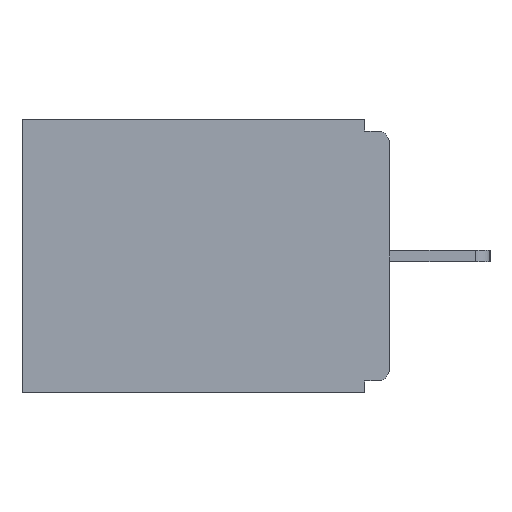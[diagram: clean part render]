
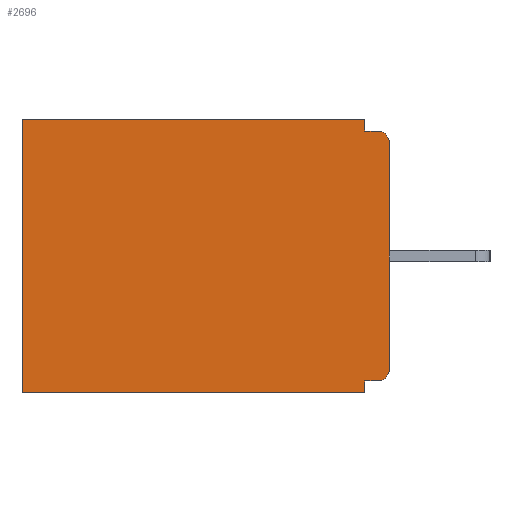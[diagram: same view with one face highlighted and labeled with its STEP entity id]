
A CAD part, left-side view. The second image highlights one B-rep face of the part: STEP entity #2696.
In plain terms, the highlighted planar face has unit normal (-1, 0, 0).
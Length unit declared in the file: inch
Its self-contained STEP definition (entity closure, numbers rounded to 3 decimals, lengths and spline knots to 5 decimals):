
#286 = VECTOR ( 'NONE', #7357, 39.37008 ) ;
#297 = VERTEX_POINT ( 'NONE', #12353 ) ;
#432 = VECTOR ( 'NONE', #6455, 39.37008 ) ;
#559 = VERTEX_POINT ( 'NONE', #8898 ) ;
#797 = CARTESIAN_POINT ( 'NONE',  ( 0.298, 0., -0.015 ) ) ;
#1097 = EDGE_CURVE ( 'NONE', #2506, #3267, #11451, .T. ) ;
#1338 = CIRCLE ( 'NONE', #5427, 0.015 ) ;
#1522 = EDGE_CURVE ( 'NONE', #297, #10292, #11585, .T. ) ;
#1621 = EDGE_CURVE ( 'NONE', #559, #12912, #1338, .T. ) ;
#1655 = EDGE_CURVE ( 'NONE', #7449, #297, #6689, .T. ) ;
#2045 = LINE ( 'NONE', #3191, #432 ) ;
#2060 = EDGE_CURVE ( 'NONE', #13826, #2506, #10659, .T. ) ;
#2077 = DIRECTION ( 'NONE',  ( 0., 0., -1. ) ) ;
#2106 = ORIENTED_EDGE ( 'NONE', *, *, #1655, .F. ) ;
#2245 = ORIENTED_EDGE ( 'NONE', *, *, #1621, .T. ) ;
#2506 = VERTEX_POINT ( 'NONE', #10758 ) ;
#2541 = EDGE_CURVE ( 'NONE', #7449, #7994, #12456, .T. ) ;
#2696 = ADVANCED_FACE ( 'NONE', ( #11586 ), #12600, .F. ) ;
#3005 = DIRECTION ( 'NONE',  ( 1., 0., 0. ) ) ;
#3191 = CARTESIAN_POINT ( 'NONE',  ( 0.298, 0., 0. ) ) ;
#3267 = VERTEX_POINT ( 'NONE', #13779 ) ;
#3288 = DIRECTION ( 'NONE',  ( -1., 0., 0. ) ) ;
#3328 = DIRECTION ( 'NONE',  ( -1., 0., 0. ) ) ;
#3639 = ORIENTED_EDGE ( 'NONE', *, *, #5000, .F. ) ;
#4137 = CARTESIAN_POINT ( 'NONE',  ( 0.298, 0., 0. ) ) ;
#4213 = CARTESIAN_POINT ( 'NONE',  ( 0.298, 0.015, -0.313 ) ) ;
#4620 = CARTESIAN_POINT ( 'NONE',  ( 0.298, 0., -0.328 ) ) ;
#5000 = EDGE_CURVE ( 'NONE', #6819, #12912, #2045, .T. ) ;
#5274 = DIRECTION ( 'NONE',  ( 0., 0., -1. ) ) ;
#5427 = AXIS2_PLACEMENT_3D ( 'NONE', #4213, #3288, #2077 ) ;
#5474 = ORIENTED_EDGE ( 'NONE', *, *, #7613, .T. ) ;
#5542 = CARTESIAN_POINT ( 'NONE',  ( 0.298, 0.031, -0.343 ) ) ;
#5658 = VECTOR ( 'NONE', #11365, 39.37008 ) ;
#5698 = DIRECTION ( 'NONE',  ( 0., 1., 0. ) ) ;
#5842 = CARTESIAN_POINT ( 'NONE',  ( 0.298, 0., 0. ) ) ;
#6316 = CIRCLE ( 'NONE', #9874, 0.015 ) ;
#6431 = ORIENTED_EDGE ( 'NONE', *, *, #2541, .T. ) ;
#6455 = DIRECTION ( 'NONE',  ( 0., 0., -1. ) ) ;
#6590 = VECTOR ( 'NONE', #7043, 39.37008 ) ;
#6648 = EDGE_LOOP ( 'NONE', ( #5474, #12490, #2106, #6431, #7241, #13932, #10690, #11000, #2245, #3639 ) ) ;
#6689 = LINE ( 'NONE', #7670, #8796 ) ;
#6766 = VECTOR ( 'NONE', #12232, 39.37008 ) ;
#6819 = VERTEX_POINT ( 'NONE', #12700 ) ;
#7043 = DIRECTION ( 'NONE',  ( 0., 1., 0. ) ) ;
#7146 = EDGE_CURVE ( 'NONE', #7994, #3267, #7968, .T. ) ;
#7211 = CARTESIAN_POINT ( 'NONE',  ( 0.298, 0.46, 0. ) ) ;
#7241 = ORIENTED_EDGE ( 'NONE', *, *, #7146, .T. ) ;
#7357 = DIRECTION ( 'NONE',  ( 0., 1., 0. ) ) ;
#7385 = CARTESIAN_POINT ( 'NONE',  ( 0.298, 0.031, 0. ) ) ;
#7449 = VERTEX_POINT ( 'NONE', #7385 ) ;
#7589 = CARTESIAN_POINT ( 'NONE',  ( 0.298, 0.015, -0.03 ) ) ;
#7613 = EDGE_CURVE ( 'NONE', #6819, #10292, #6316, .T. ) ;
#7670 = CARTESIAN_POINT ( 'NONE',  ( 0.298, 0.031, -0.343 ) ) ;
#7968 = LINE ( 'NONE', #8043, #6766 ) ;
#7994 = VERTEX_POINT ( 'NONE', #7211 ) ;
#8043 = CARTESIAN_POINT ( 'NONE',  ( 0.298, 0.46, 0. ) ) ;
#8078 = CARTESIAN_POINT ( 'NONE',  ( 0.298, 0.015, -0.015 ) ) ;
#8572 = DIRECTION ( 'NONE',  ( 0., 0., -1. ) ) ;
#8578 = AXIS2_PLACEMENT_3D ( 'NONE', #4137, #3005, #5274 ) ;
#8650 = DIRECTION ( 'NONE',  ( 0., 0., -1. ) ) ;
#8661 = EDGE_CURVE ( 'NONE', #559, #13826, #13021, .T. ) ;
#8796 = VECTOR ( 'NONE', #8650, 39.37008 ) ;
#8898 = CARTESIAN_POINT ( 'NONE',  ( 0.298, 0.015, -0.328 ) ) ;
#9275 = CARTESIAN_POINT ( 'NONE',  ( 0.298, 0.031, -0.328 ) ) ;
#9531 = DIRECTION ( 'NONE',  ( 0., 0., -1. ) ) ;
#9874 = AXIS2_PLACEMENT_3D ( 'NONE', #7589, #3328, #9531 ) ;
#9884 = VECTOR ( 'NONE', #5698, 39.37008 ) ;
#10292 = VERTEX_POINT ( 'NONE', #8078 ) ;
#10554 = CARTESIAN_POINT ( 'NONE',  ( 0.298, 0., -0.343 ) ) ;
#10659 = LINE ( 'NONE', #5542, #13079 ) ;
#10690 = ORIENTED_EDGE ( 'NONE', *, *, #2060, .F. ) ;
#10758 = CARTESIAN_POINT ( 'NONE',  ( 0.298, 0.031, -0.343 ) ) ;
#11000 = ORIENTED_EDGE ( 'NONE', *, *, #8661, .F. ) ;
#11365 = DIRECTION ( 'NONE',  ( 0., -1., 0. ) ) ;
#11451 = LINE ( 'NONE', #10554, #286 ) ;
#11585 = LINE ( 'NONE', #797, #5658 ) ;
#11586 = FACE_OUTER_BOUND ( 'NONE', #6648, .T. ) ;
#12232 = DIRECTION ( 'NONE',  ( 0., 0., -1. ) ) ;
#12353 = CARTESIAN_POINT ( 'NONE',  ( 0.298, 0.031, -0.015 ) ) ;
#12417 = CARTESIAN_POINT ( 'NONE',  ( 0.298, 0., -0.313 ) ) ;
#12456 = LINE ( 'NONE', #5842, #6590 ) ;
#12490 = ORIENTED_EDGE ( 'NONE', *, *, #1522, .F. ) ;
#12600 = PLANE ( 'NONE',  #8578 ) ;
#12700 = CARTESIAN_POINT ( 'NONE',  ( 0.298, 0., -0.03 ) ) ;
#12912 = VERTEX_POINT ( 'NONE', #12417 ) ;
#13021 = LINE ( 'NONE', #4620, #9884 ) ;
#13079 = VECTOR ( 'NONE', #8572, 39.37008 ) ;
#13779 = CARTESIAN_POINT ( 'NONE',  ( 0.298, 0.46, -0.343 ) ) ;
#13826 = VERTEX_POINT ( 'NONE', #9275 ) ;
#13932 = ORIENTED_EDGE ( 'NONE', *, *, #1097, .F. ) ;
